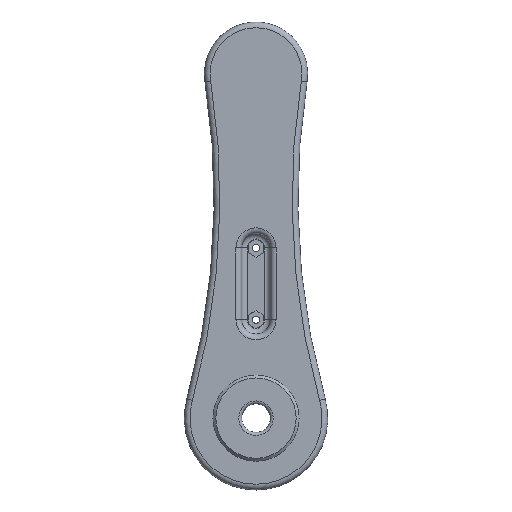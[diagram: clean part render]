
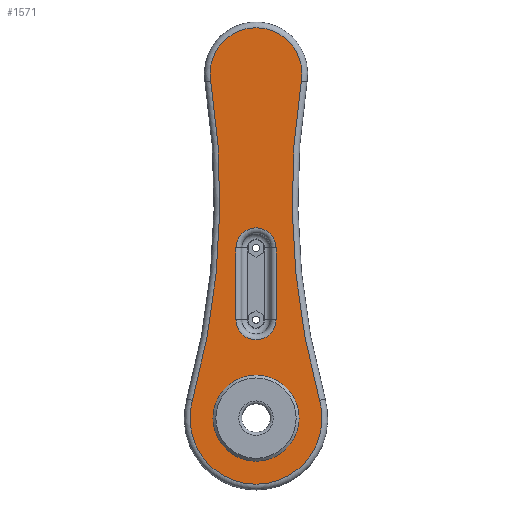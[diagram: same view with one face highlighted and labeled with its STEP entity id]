
A CAD part, top view. The second image highlights one B-rep face of the part: STEP entity #1571.
In plain terms, the highlighted planar face has unit normal (0, 0, 1).
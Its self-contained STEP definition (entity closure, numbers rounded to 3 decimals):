
#25=FACE_BOUND('',#493,.T.);
#26=FACE_BOUND('',#494,.T.);
#77=PLANE('',#1707);
#188=LINE('',#2657,#312);
#189=LINE('',#2661,#313);
#312=VECTOR('',#2086,10.);
#313=VECTOR('',#2089,10.);
#391=FACE_OUTER_BOUND('',#492,.T.);
#492=EDGE_LOOP('',(#1234,#1235,#1236,#1237));
#493=EDGE_LOOP('',(#1238));
#494=EDGE_LOOP('',(#1239,#1240,#1241,#1242));
#576=CIRCLE('',#1708,23.);
#577=CIRCLE('',#1709,262.609);
#578=CIRCLE('',#1710,16.);
#579=CIRCLE('',#1711,262.609);
#580=CIRCLE('',#1712,15.);
#581=CIRCLE('',#1713,7.);
#582=CIRCLE('',#1714,7.);
#744=VERTEX_POINT('',#2645);
#745=VERTEX_POINT('',#2646);
#746=VERTEX_POINT('',#2648);
#747=VERTEX_POINT('',#2650);
#748=VERTEX_POINT('',#2653);
#749=VERTEX_POINT('',#2655);
#750=VERTEX_POINT('',#2656);
#751=VERTEX_POINT('',#2658);
#752=VERTEX_POINT('',#2660);
#929=EDGE_CURVE('',#744,#745,#576,.T.);
#930=EDGE_CURVE('',#746,#744,#577,.T.);
#931=EDGE_CURVE('',#747,#746,#578,.T.);
#932=EDGE_CURVE('',#745,#747,#579,.T.);
#933=EDGE_CURVE('',#748,#748,#580,.T.);
#934=EDGE_CURVE('',#749,#750,#188,.T.);
#935=EDGE_CURVE('',#751,#749,#581,.T.);
#936=EDGE_CURVE('',#752,#751,#189,.T.);
#937=EDGE_CURVE('',#750,#752,#582,.T.);
#1234=ORIENTED_EDGE('',*,*,#929,.F.);
#1235=ORIENTED_EDGE('',*,*,#930,.F.);
#1236=ORIENTED_EDGE('',*,*,#931,.F.);
#1237=ORIENTED_EDGE('',*,*,#932,.F.);
#1238=ORIENTED_EDGE('',*,*,#933,.T.);
#1239=ORIENTED_EDGE('',*,*,#934,.F.);
#1240=ORIENTED_EDGE('',*,*,#935,.F.);
#1241=ORIENTED_EDGE('',*,*,#936,.F.);
#1242=ORIENTED_EDGE('',*,*,#937,.F.);
#1571=ADVANCED_FACE('',(#391,#25,#26),#77,.F.);
#1707=AXIS2_PLACEMENT_3D('',#2644,#2074,#2075);
#1708=AXIS2_PLACEMENT_3D('',#2647,#2076,#2077);
#1709=AXIS2_PLACEMENT_3D('',#2649,#2078,#2079);
#1710=AXIS2_PLACEMENT_3D('',#2651,#2080,#2081);
#1711=AXIS2_PLACEMENT_3D('',#2652,#2082,#2083);
#1712=AXIS2_PLACEMENT_3D('',#2654,#2084,#2085);
#1713=AXIS2_PLACEMENT_3D('',#2659,#2087,#2088);
#1714=AXIS2_PLACEMENT_3D('',#2662,#2090,#2091);
#2074=DIRECTION('center_axis',(0.,0.,-1.));
#2075=DIRECTION('ref_axis',(-1.,0.,0.));
#2076=DIRECTION('center_axis',(0.,0.,-1.));
#2077=DIRECTION('ref_axis',(0.,-1.,0.));
#2078=DIRECTION('center_axis',(0.,0.,1.));
#2079=DIRECTION('ref_axis',(-0.998,-0.057,0.));
#2080=DIRECTION('center_axis',(0.,0.,-1.));
#2081=DIRECTION('ref_axis',(0.,1.,0.));
#2082=DIRECTION('center_axis',(0.,0.,1.));
#2083=DIRECTION('ref_axis',(0.998,-0.057,0.));
#2084=DIRECTION('center_axis',(0.,0.,-1.));
#2085=DIRECTION('ref_axis',(1.,0.,0.));
#2086=DIRECTION('',(0.,1.,0.));
#2087=DIRECTION('center_axis',(0.,0.,1.));
#2088=DIRECTION('ref_axis',(0.,-1.,0.));
#2089=DIRECTION('',(0.,-1.,0.));
#2090=DIRECTION('center_axis',(0.,0.,1.));
#2091=DIRECTION('ref_axis',(0.,1.,0.));
#2644=CARTESIAN_POINT('Origin',(0.,56.5,12.));
#2645=CARTESIAN_POINT('',(22.161,6.157,12.));
#2646=CARTESIAN_POINT('',(-22.161,6.157,12.));
#2647=CARTESIAN_POINT('Origin',(0.,0.,
12.));
#2648=CARTESIAN_POINT('',(15.803,117.499,12.));
#2649=CARTESIAN_POINT('Origin',(275.185,76.456,12.));
#2650=CARTESIAN_POINT('',(-15.803,117.499,12.));
#2651=CARTESIAN_POINT('Origin',(0.,120.,12.));
#2652=CARTESIAN_POINT('Origin',(-275.185,76.456,12.));
#2653=CARTESIAN_POINT('',(-15.,0.,12.));
#2654=CARTESIAN_POINT('Origin',(0.,0.,
12.));
#2655=CARTESIAN_POINT('',(7.,34.297,12.));
#2656=CARTESIAN_POINT('',(7.,59.297,12.));
#2657=CARTESIAN_POINT('',(7.,57.898,12.));
#2658=CARTESIAN_POINT('',(-7.,34.297,12.));
#2659=CARTESIAN_POINT('Origin',(0.,34.297,12.));
#2660=CARTESIAN_POINT('',(-7.,59.297,12.));
#2661=CARTESIAN_POINT('',(-7.,45.398,12.));
#2662=CARTESIAN_POINT('Origin',(0.,59.297,12.));
